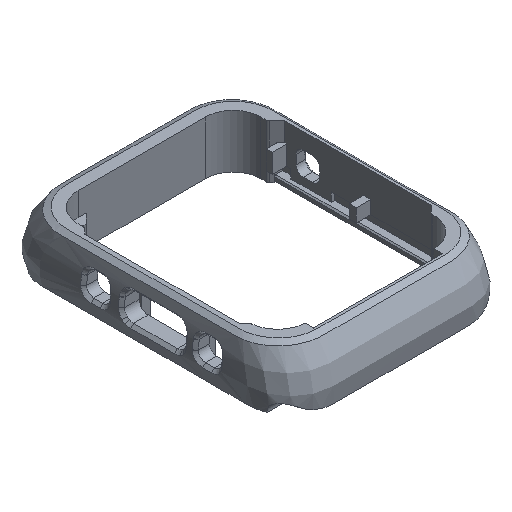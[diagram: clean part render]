
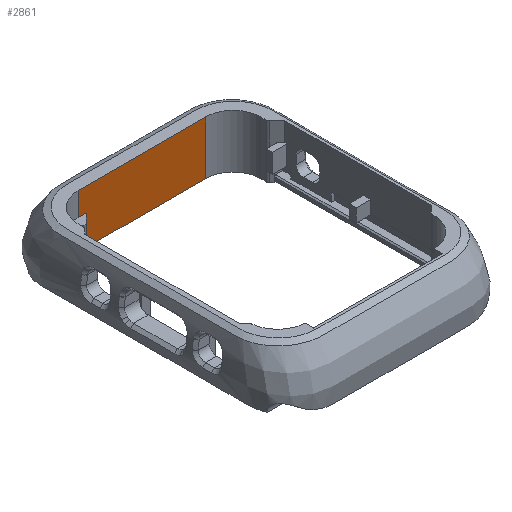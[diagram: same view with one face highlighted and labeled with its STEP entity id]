
A CAD part, isometric view. The second image highlights one B-rep face of the part: STEP entity #2861.
In plain terms, the highlighted planar face has unit normal (0, -1, 0).
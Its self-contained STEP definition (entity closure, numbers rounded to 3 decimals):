
#367=FACE_OUTER_BOUND('',#531,.T.);
#531=EDGE_LOOP('',(#2409,#2410,#2411,#2412,#2413,#2414));
#594=LINE('',#3554,#842);
#620=LINE('',#3666,#868);
#642=LINE('',#4759,#890);
#783=LINE('',#5940,#1031);
#786=LINE('',#5946,#1034);
#787=LINE('',#5947,#1035);
#842=VECTOR('',#3055,10.);
#868=VECTOR('',#3099,10.);
#890=VECTOR('',#3149,10.);
#1031=VECTOR('',#3420,10.);
#1034=VECTOR('',#3429,10.);
#1035=VECTOR('',#3430,10.);
#1117=VERTEX_POINT('',#3542);
#1122=VERTEX_POINT('',#3552);
#1156=VERTEX_POINT('',#3663);
#1157=VERTEX_POINT('',#3665);
#1244=VERTEX_POINT('',#4756);
#1245=VERTEX_POINT('',#4758);
#1399=EDGE_CURVE('',#1117,#1122,#594,.F.);
#1435=EDGE_CURVE('',#1157,#1156,#620,.T.);
#1533=EDGE_CURVE('',#1244,#1245,#642,.T.);
#1725=EDGE_CURVE('',#1245,#1156,#783,.T.);
#1728=EDGE_CURVE('',#1117,#1244,#786,.T.);
#1729=EDGE_CURVE('',#1122,#1157,#787,.T.);
#2409=ORIENTED_EDGE('',*,*,#1725,.F.);
#2410=ORIENTED_EDGE('',*,*,#1533,.F.);
#2411=ORIENTED_EDGE('',*,*,#1728,.F.);
#2412=ORIENTED_EDGE('',*,*,#1399,.T.);
#2413=ORIENTED_EDGE('',*,*,#1729,.T.);
#2414=ORIENTED_EDGE('',*,*,#1435,.T.);
#2735=PLANE('',#3013);
#2861=ADVANCED_FACE('',(#367),#2735,.F.);
#3013=AXIS2_PLACEMENT_3D('',#5945,#3427,#3428);
#3055=DIRECTION('',(-1.,0.,0.));
#3099=DIRECTION('',(1.,0.,0.));
#3149=DIRECTION('',(1.,0.,0.));
#3420=DIRECTION('',(0.,0.,-1.));
#3427=DIRECTION('center_axis',(0.,1.,0.));
#3428=DIRECTION('ref_axis',(1.,0.,0.));
#3429=DIRECTION('',(0.,0.,1.));
#3430=DIRECTION('',(0.,0.,-1.));
#3542=CARTESIAN_POINT('',(-10.6,19.,-3.9));
#3552=CARTESIAN_POINT('',(-9.327,19.,-3.9));
#3554=CARTESIAN_POINT('',(-11.432,19.,-3.9));
#3663=CARTESIAN_POINT('',(10.6,19.,-8.9));
#3665=CARTESIAN_POINT('',(-9.327,19.,-8.9));
#3666=CARTESIAN_POINT('',(-5.3,19.,-8.9));
#4756=CARTESIAN_POINT('',(-10.6,19.,0.));
#4758=CARTESIAN_POINT('',(10.6,19.,0.));
#4759=CARTESIAN_POINT('',(-6.105,19.,0.));
#5940=CARTESIAN_POINT('',(10.6,19.,0.));
#5945=CARTESIAN_POINT('Origin',(-10.6,19.,0.));
#5946=CARTESIAN_POINT('',(-10.6,19.,0.));
#5947=CARTESIAN_POINT('',(-9.327,19.,-4.45));
